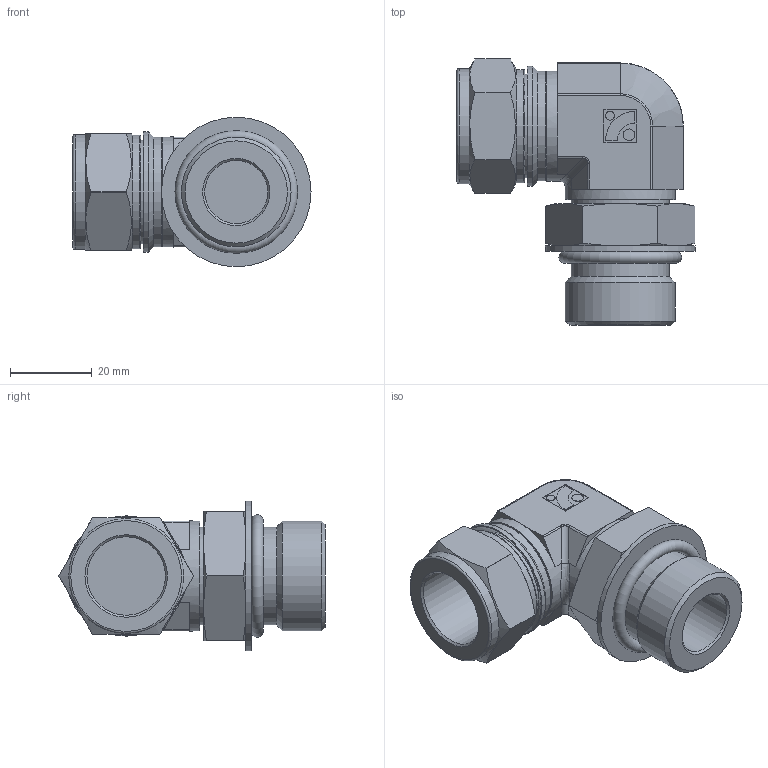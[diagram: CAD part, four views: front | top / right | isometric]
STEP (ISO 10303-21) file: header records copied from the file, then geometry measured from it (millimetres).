
FILE_DESCRIPTION(/* description */ (''),/* implementation_level */ '2;1');
FILE_NAME(/* name */ 'SPMEI-12-12U.stp',/* time_stamp */ '2022-06-01T12:00:42+09:00',/* author */ ('user'),/* organization */ (''),/* preprocessor_version */ 'ST-DEVELOPER v18.1',/* originating_system */ 'Autodesk Inventor 2022',/* authorisation */ '');
FILE_SCHEMA (('AUTOMOTIVE_DESIGN { 1 0 10303 214 3 1 1 }'));
Length unit declared in the file: millimetre
Products named in the file (1): SPMEI-12-12U
Bounding box: 58.42 x 65.3 x 36.7 mm (x, y, z)
Volume: 43629.2 mm3; surface area: 16071.8 mm2
Topology: 2 solids, 2 shells, 143 faces, 314 edges, 188 vertices
Faces by surface type: plane 67, cylinder 38, cone 28, torus 7, bspline 3
Full cylindrical faces by diameter (mm): 2.16 x1, 2.88 x1, 15.5 x1, 19.25 x1, 23.8 x1, 24 x2, 24.2 x1, 25.1 x1, 25.4 x1, 26.9 x2, 27 x2, 27.8 x1, 28.2 x1, 29.5 x1, 36.7 x1
Entity records: 4081 total; most frequent: CARTESIAN_POINT 903, DIRECTION 692, ORIENTED_EDGE 628, EDGE_CURVE 314, AXIS2_PLACEMENT_3D 279, VERTEX_POINT 188, EDGE_LOOP 158, FACE_OUTER_BOUND 143
